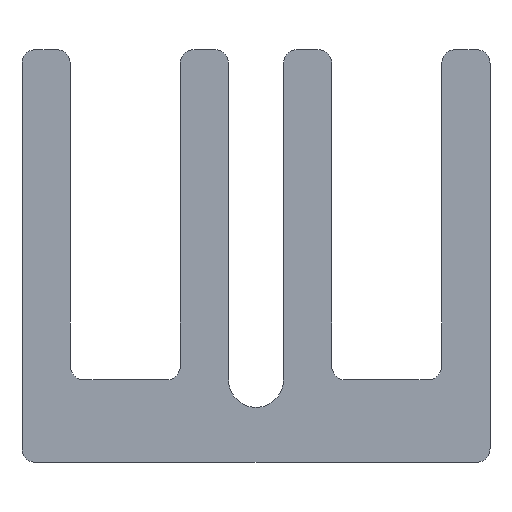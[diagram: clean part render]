
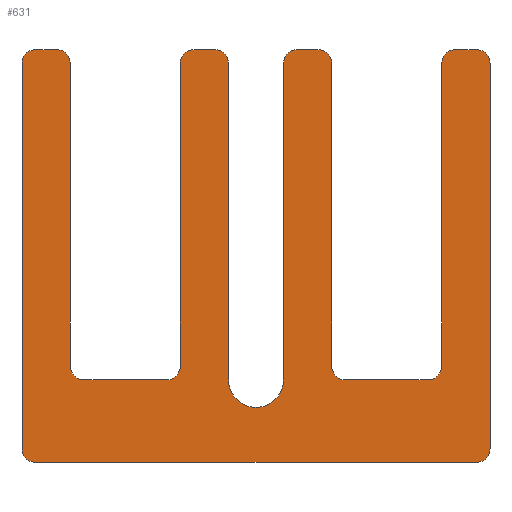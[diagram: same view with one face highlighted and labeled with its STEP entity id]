
A CAD part, front view. The second image highlights one B-rep face of the part: STEP entity #631.
In plain terms, the highlighted planar face has unit normal (0, -1, 0).
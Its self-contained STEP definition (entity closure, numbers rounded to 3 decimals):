
#54=CIRCLE('',#665,0.5);
#55=CIRCLE('',#668,0.5);
#56=CIRCLE('',#671,0.5);
#57=CIRCLE('',#674,0.5);
#58=CIRCLE('',#677,0.5);
#59=CIRCLE('',#680,0.5);
#60=CIRCLE('',#683,0.5);
#61=CIRCLE('',#686,0.5);
#62=CIRCLE('',#689,1.);
#63=CIRCLE('',#692,0.5);
#64=CIRCLE('',#695,0.5);
#65=CIRCLE('',#698,0.5);
#66=CIRCLE('',#701,0.5);
#67=CIRCLE('',#704,0.5);
#68=CIRCLE('',#707,0.5);
#219=ORIENTED_EDGE('',*,*,#336,.F.);
#220=ORIENTED_EDGE('',*,*,#335,.T.);
#221=ORIENTED_EDGE('',*,*,#332,.F.);
#222=ORIENTED_EDGE('',*,*,#330,.T.);
#223=ORIENTED_EDGE('',*,*,#328,.F.);
#224=ORIENTED_EDGE('',*,*,#326,.T.);
#225=ORIENTED_EDGE('',*,*,#324,.F.);
#226=ORIENTED_EDGE('',*,*,#323,.T.);
#227=ORIENTED_EDGE('',*,*,#320,.F.);
#228=ORIENTED_EDGE('',*,*,#319,.T.);
#229=ORIENTED_EDGE('',*,*,#316,.F.);
#230=ORIENTED_EDGE('',*,*,#315,.F.);
#231=ORIENTED_EDGE('',*,*,#312,.F.);
#232=ORIENTED_EDGE('',*,*,#311,.T.);
#233=ORIENTED_EDGE('',*,*,#308,.F.);
#234=ORIENTED_EDGE('',*,*,#307,.T.);
#235=ORIENTED_EDGE('',*,*,#304,.F.);
#236=ORIENTED_EDGE('',*,*,#302,.T.);
#237=ORIENTED_EDGE('',*,*,#300,.F.);
#238=ORIENTED_EDGE('',*,*,#298,.T.);
#239=ORIENTED_EDGE('',*,*,#296,.F.);
#240=ORIENTED_EDGE('',*,*,#295,.T.);
#241=ORIENTED_EDGE('',*,*,#292,.F.);
#242=ORIENTED_EDGE('',*,*,#291,.T.);
#243=ORIENTED_EDGE('',*,*,#288,.F.);
#244=ORIENTED_EDGE('',*,*,#287,.T.);
#245=ORIENTED_EDGE('',*,*,#284,.F.);
#246=ORIENTED_EDGE('',*,*,#283,.T.);
#247=ORIENTED_EDGE('',*,*,#279,.F.);
#248=ORIENTED_EDGE('',*,*,#338,.T.);
#279=EDGE_CURVE('',#369,#370,#414,.T.);
#283=EDGE_CURVE('',#371,#370,#54,.T.);
#284=EDGE_CURVE('',#371,#372,#418,.T.);
#287=EDGE_CURVE('',#373,#372,#55,.T.);
#288=EDGE_CURVE('',#373,#374,#421,.T.);
#291=EDGE_CURVE('',#375,#374,#56,.T.);
#292=EDGE_CURVE('',#375,#376,#424,.T.);
#295=EDGE_CURVE('',#377,#376,#57,.T.);
#296=EDGE_CURVE('',#377,#378,#427,.T.);
#298=EDGE_CURVE('',#379,#378,#58,.T.);
#300=EDGE_CURVE('',#379,#380,#430,.T.);
#302=EDGE_CURVE('',#381,#380,#59,.T.);
#304=EDGE_CURVE('',#381,#382,#433,.T.);
#307=EDGE_CURVE('',#383,#382,#60,.T.);
#308=EDGE_CURVE('',#383,#384,#436,.T.);
#311=EDGE_CURVE('',#385,#384,#61,.T.);
#312=EDGE_CURVE('',#385,#386,#439,.T.);
#315=EDGE_CURVE('',#386,#387,#62,.T.);
#316=EDGE_CURVE('',#387,#388,#442,.T.);
#319=EDGE_CURVE('',#389,#388,#63,.T.);
#320=EDGE_CURVE('',#389,#390,#445,.T.);
#323=EDGE_CURVE('',#391,#390,#64,.T.);
#324=EDGE_CURVE('',#391,#392,#448,.T.);
#326=EDGE_CURVE('',#393,#392,#65,.T.);
#328=EDGE_CURVE('',#393,#394,#451,.T.);
#330=EDGE_CURVE('',#395,#394,#66,.T.);
#332=EDGE_CURVE('',#395,#396,#454,.T.);
#335=EDGE_CURVE('',#397,#396,#67,.T.);
#336=EDGE_CURVE('',#397,#398,#457,.T.);
#338=EDGE_CURVE('',#369,#398,#68,.T.);
#369=VERTEX_POINT('',#962);
#370=VERTEX_POINT('',#963);
#371=VERTEX_POINT('',#968);
#372=VERTEX_POINT('',#972);
#373=VERTEX_POINT('',#976);
#374=VERTEX_POINT('',#980);
#375=VERTEX_POINT('',#984);
#376=VERTEX_POINT('',#988);
#377=VERTEX_POINT('',#992);
#378=VERTEX_POINT('',#996);
#379=VERTEX_POINT('',#1000);
#380=VERTEX_POINT('',#1004);
#381=VERTEX_POINT('',#1008);
#382=VERTEX_POINT('',#1012);
#383=VERTEX_POINT('',#1016);
#384=VERTEX_POINT('',#1020);
#385=VERTEX_POINT('',#1024);
#386=VERTEX_POINT('',#1028);
#387=VERTEX_POINT('',#1032);
#388=VERTEX_POINT('',#1036);
#389=VERTEX_POINT('',#1040);
#390=VERTEX_POINT('',#1044);
#391=VERTEX_POINT('',#1048);
#392=VERTEX_POINT('',#1052);
#393=VERTEX_POINT('',#1056);
#394=VERTEX_POINT('',#1060);
#395=VERTEX_POINT('',#1064);
#396=VERTEX_POINT('',#1068);
#397=VERTEX_POINT('',#1072);
#398=VERTEX_POINT('',#1076);
#414=LINE('',#961,#474);
#418=LINE('',#971,#478);
#421=LINE('',#979,#481);
#424=LINE('',#987,#484);
#427=LINE('',#995,#487);
#430=LINE('',#1003,#490);
#433=LINE('',#1011,#493);
#436=LINE('',#1019,#496);
#439=LINE('',#1027,#499);
#442=LINE('',#1035,#502);
#445=LINE('',#1043,#505);
#448=LINE('',#1051,#508);
#451=LINE('',#1059,#511);
#454=LINE('',#1067,#514);
#457=LINE('',#1075,#517);
#474=VECTOR('',#761,1000.);
#478=VECTOR('',#771,1000.);
#481=VECTOR('',#780,1000.);
#484=VECTOR('',#789,1000.);
#487=VECTOR('',#798,1000.);
#490=VECTOR('',#807,1000.);
#493=VECTOR('',#816,1000.);
#496=VECTOR('',#825,1000.);
#499=VECTOR('',#834,1000.);
#502=VECTOR('',#843,1000.);
#505=VECTOR('',#852,1000.);
#508=VECTOR('',#861,1000.);
#511=VECTOR('',#870,1000.);
#514=VECTOR('',#879,1000.);
#517=VECTOR('',#888,1000.);
#550=EDGE_LOOP('',(#219,#220,#221,#222,#223,#224,#225,#226,#227,#228,#229,
#230,#231,#232,#233,#234,#235,#236,#237,#238,#239,#240,#241,#242,#243,#244,
#245,#246,#247,#248));
#582=FACE_BOUND('',#550,.T.);
#599=PLANE('',#708);
#631=ADVANCED_FACE('',(#582),#599,.F.);
#665=AXIS2_PLACEMENT_3D('',#969,#767,#768);
#668=AXIS2_PLACEMENT_3D('',#977,#776,#777);
#671=AXIS2_PLACEMENT_3D('',#985,#785,#786);
#674=AXIS2_PLACEMENT_3D('',#993,#794,#795);
#677=AXIS2_PLACEMENT_3D('',#999,#802,#803);
#680=AXIS2_PLACEMENT_3D('',#1007,#811,#812);
#683=AXIS2_PLACEMENT_3D('',#1017,#821,#822);
#686=AXIS2_PLACEMENT_3D('',#1025,#830,#831);
#689=AXIS2_PLACEMENT_3D('',#1033,#839,#840);
#692=AXIS2_PLACEMENT_3D('',#1041,#848,#849);
#695=AXIS2_PLACEMENT_3D('',#1049,#857,#858);
#698=AXIS2_PLACEMENT_3D('',#1055,#865,#866);
#701=AXIS2_PLACEMENT_3D('',#1063,#874,#875);
#704=AXIS2_PLACEMENT_3D('',#1073,#884,#885);
#707=AXIS2_PLACEMENT_3D('',#1079,#892,#893);
#708=AXIS2_PLACEMENT_3D('',#1080,#894,#895);
#761=DIRECTION('',(0.,0.,-1.));
#767=DIRECTION('',(0.,-1.,0.));
#768=DIRECTION('',(0.,0.,-1.));
#771=DIRECTION('',(-1.,0.,0.));
#776=DIRECTION('',(0.,-1.,0.));
#777=DIRECTION('',(-1.,0.,0.));
#780=DIRECTION('',(0.,0.,1.));
#785=DIRECTION('',(0.,-1.,0.));
#786=DIRECTION('',(0.,0.,1.));
#789=DIRECTION('',(1.,0.,0.));
#794=DIRECTION('',(0.,-1.,0.));
#795=DIRECTION('',(1.,0.,0.));
#798=DIRECTION('',(0.,0.,-1.));
#802=DIRECTION('',(0.,1.,0.));
#803=DIRECTION('',(0.,0.,-1.));
#807=DIRECTION('',(1.,0.,0.));
#811=DIRECTION('',(0.,1.,0.));
#812=DIRECTION('',(1.,0.,0.));
#816=DIRECTION('',(0.,0.,1.));
#821=DIRECTION('',(0.,-1.,0.));
#822=DIRECTION('',(0.,0.,1.));
#825=DIRECTION('',(1.,0.,0.));
#830=DIRECTION('',(0.,-1.,0.));
#831=DIRECTION('',(1.,0.,0.));
#834=DIRECTION('',(0.,0.,-1.));
#839=DIRECTION('',(0.,-1.,0.));
#840=DIRECTION('',(-1.,0.,0.));
#843=DIRECTION('',(0.,0.,1.));
#848=DIRECTION('',(0.,-1.,0.));
#849=DIRECTION('',(0.,0.,1.));
#852=DIRECTION('',(1.,0.,0.));
#857=DIRECTION('',(0.,-1.,0.));
#858=DIRECTION('',(1.,0.,0.));
#861=DIRECTION('',(0.,0.,-1.));
#865=DIRECTION('',(0.,1.,0.));
#866=DIRECTION('',(0.,0.,-1.));
#870=DIRECTION('',(1.,0.,0.));
#874=DIRECTION('',(0.,1.,0.));
#875=DIRECTION('',(1.,0.,0.));
#879=DIRECTION('',(0.,0.,1.));
#884=DIRECTION('',(0.,-1.,0.));
#885=DIRECTION('',(0.,0.,1.));
#888=DIRECTION('',(1.,0.,0.));
#892=DIRECTION('',(0.,-1.,0.));
#893=DIRECTION('',(1.,0.,0.));
#894=DIRECTION('',(0.,1.,0.));
#895=DIRECTION('',(1.,0.,0.));
#961=CARTESIAN_POINT('',(8.5,0.,7.));
#962=CARTESIAN_POINT('',(8.5,0.,7.));
#963=CARTESIAN_POINT('',(8.5,0.,-7.));
#968=CARTESIAN_POINT('',(8.,0.,-7.5));
#969=CARTESIAN_POINT('',(8.,0.,-7.));
#971=CARTESIAN_POINT('',(8.,0.,-7.5));
#972=CARTESIAN_POINT('',(-8.,0.,-7.5));
#976=CARTESIAN_POINT('',(-8.5,0.,-7.));
#977=CARTESIAN_POINT('',(-8.,0.,-7.));
#979=CARTESIAN_POINT('',(-8.5,0.,-7.));
#980=CARTESIAN_POINT('',(-8.5,0.,7.));
#984=CARTESIAN_POINT('',(-8.,0.,7.5));
#985=CARTESIAN_POINT('',(-8.,0.,7.));
#987=CARTESIAN_POINT('',(-8.,0.,7.5));
#988=CARTESIAN_POINT('',(-7.25,0.,7.5));
#992=CARTESIAN_POINT('',(-6.75,0.,7.));
#993=CARTESIAN_POINT('',(-7.25,0.,7.));
#995=CARTESIAN_POINT('',(-6.75,0.,7.));
#996=CARTESIAN_POINT('',(-6.75,0.,-4.));
#999=CARTESIAN_POINT('',(-6.25,0.,-4.));
#1000=CARTESIAN_POINT('',(-6.25,0.,-4.5));
#1003=CARTESIAN_POINT('',(-6.25,0.,-4.5));
#1004=CARTESIAN_POINT('',(-3.25,0.,-4.5));
#1007=CARTESIAN_POINT('',(-3.25,0.,-4.));
#1008=CARTESIAN_POINT('',(-2.75,0.,-4.));
#1011=CARTESIAN_POINT('',(-2.75,0.,-4.));
#1012=CARTESIAN_POINT('',(-2.75,0.,7.));
#1016=CARTESIAN_POINT('',(-2.25,0.,7.5));
#1017=CARTESIAN_POINT('',(-2.25,0.,7.));
#1019=CARTESIAN_POINT('',(-2.25,0.,7.5));
#1020=CARTESIAN_POINT('',(-1.5,0.,7.5));
#1024=CARTESIAN_POINT('',(-1.,0.,7.));
#1025=CARTESIAN_POINT('',(-1.5,0.,7.));
#1027=CARTESIAN_POINT('',(-1.,0.,7.));
#1028=CARTESIAN_POINT('',(-1.,0.,-4.5));
#1032=CARTESIAN_POINT('',(1.,0.,-4.5));
#1033=CARTESIAN_POINT('',(0.,0.,-4.5));
#1035=CARTESIAN_POINT('',(1.,0.,-4.5));
#1036=CARTESIAN_POINT('',(1.,0.,7.));
#1040=CARTESIAN_POINT('',(1.5,0.,7.5));
#1041=CARTESIAN_POINT('',(1.5,0.,7.));
#1043=CARTESIAN_POINT('',(1.5,0.,7.5));
#1044=CARTESIAN_POINT('',(2.25,0.,7.5));
#1048=CARTESIAN_POINT('',(2.75,0.,7.));
#1049=CARTESIAN_POINT('',(2.25,0.,7.));
#1051=CARTESIAN_POINT('',(2.75,0.,7.));
#1052=CARTESIAN_POINT('',(2.75,0.,-4.));
#1055=CARTESIAN_POINT('',(3.25,0.,-4.));
#1056=CARTESIAN_POINT('',(3.25,0.,-4.5));
#1059=CARTESIAN_POINT('',(3.25,0.,-4.5));
#1060=CARTESIAN_POINT('',(6.25,0.,-4.5));
#1063=CARTESIAN_POINT('',(6.25,0.,-4.));
#1064=CARTESIAN_POINT('',(6.75,0.,-4.));
#1067=CARTESIAN_POINT('',(6.75,0.,-4.));
#1068=CARTESIAN_POINT('',(6.75,0.,7.));
#1072=CARTESIAN_POINT('',(7.25,0.,7.5));
#1073=CARTESIAN_POINT('',(7.25,0.,7.));
#1075=CARTESIAN_POINT('',(7.25,0.,7.5));
#1076=CARTESIAN_POINT('',(8.,0.,7.5));
#1079=CARTESIAN_POINT('',(8.,0.,7.));
#1080=CARTESIAN_POINT('',(0.,0.,0.));
